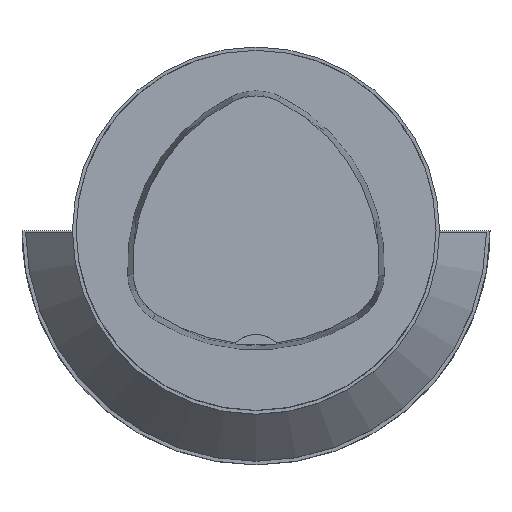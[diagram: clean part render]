
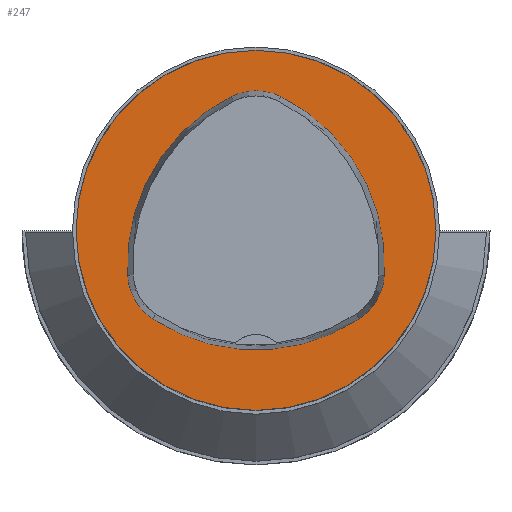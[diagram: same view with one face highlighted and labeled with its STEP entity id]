
A CAD part, top view. The second image highlights one B-rep face of the part: STEP entity #247.
In plain terms, the highlighted planar face has unit normal (0, 0, 1).
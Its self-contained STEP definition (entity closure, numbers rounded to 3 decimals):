
#247=ADVANCED_FACE('',(#304,#305),#279,.T.);
#279=PLANE('',#707);
#304=FACE_BOUND('',#331,.T.);
#305=FACE_BOUND('',#332,.T.);
#331=EDGE_LOOP('',(#415));
#332=EDGE_LOOP('',(#416,#417,#418,#419,#420,#421));
#415=ORIENTED_EDGE('',*,*,#595,.F.);
#416=ORIENTED_EDGE('',*,*,#596,.T.);
#417=ORIENTED_EDGE('',*,*,#597,.T.);
#418=ORIENTED_EDGE('',*,*,#598,.T.);
#419=ORIENTED_EDGE('',*,*,#599,.T.);
#420=ORIENTED_EDGE('',*,*,#600,.T.);
#421=ORIENTED_EDGE('',*,*,#601,.T.);
#534=VERTEX_POINT('',#1004);
#535=VERTEX_POINT('',#1006);
#536=VERTEX_POINT('',#1007);
#537=VERTEX_POINT('',#1009);
#538=VERTEX_POINT('',#1011);
#539=VERTEX_POINT('',#1013);
#540=VERTEX_POINT('',#1015);
#595=EDGE_CURVE('',#534,#534,#656,.T.);
#596=EDGE_CURVE('',#535,#536,#657,.T.);
#597=EDGE_CURVE('',#536,#537,#658,.T.);
#598=EDGE_CURVE('',#537,#538,#659,.T.);
#599=EDGE_CURVE('',#538,#539,#660,.T.);
#600=EDGE_CURVE('',#539,#540,#661,.T.);
#601=EDGE_CURVE('',#540,#535,#662,.T.);
#656=CIRCLE('',#700,50.);
#657=CIRCLE('',#701,15.5);
#658=CIRCLE('',#702,52.);
#659=CIRCLE('',#703,15.5);
#660=CIRCLE('',#704,52.);
#661=CIRCLE('',#705,15.5);
#662=CIRCLE('',#706,52.);
#700=AXIS2_PLACEMENT_3D('',#1003,#816,#817);
#701=AXIS2_PLACEMENT_3D('',#1005,#818,#819);
#702=AXIS2_PLACEMENT_3D('',#1008,#820,#821);
#703=AXIS2_PLACEMENT_3D('',#1010,#822,#823);
#704=AXIS2_PLACEMENT_3D('',#1012,#824,#825);
#705=AXIS2_PLACEMENT_3D('',#1014,#826,#827);
#706=AXIS2_PLACEMENT_3D('',#1016,#828,#829);
#707=AXIS2_PLACEMENT_3D('',#1017,#830,#831);
#816=DIRECTION('',(0.,0.,-1.));
#817=DIRECTION('',(-1.,0.,0.));
#818=DIRECTION('',(0.,0.,-1.));
#819=DIRECTION('',(-0.5,0.866,0.));
#820=DIRECTION('',(0.,0.,-1.));
#821=DIRECTION('',(-0.5,0.866,0.));
#822=DIRECTION('',(0.,0.,-1.));
#823=DIRECTION('',(-0.5,0.866,0.));
#824=DIRECTION('',(0.,0.,-1.));
#825=DIRECTION('',(-0.5,0.866,0.));
#826=DIRECTION('',(0.,0.,-1.));
#827=DIRECTION('',(-0.5,0.866,0.));
#828=DIRECTION('',(0.,0.,-1.));
#829=DIRECTION('',(-0.5,0.866,0.));
#830=DIRECTION('',(0.,0.,1.));
#831=DIRECTION('',(1.,0.,0.));
#1003=CARTESIAN_POINT('',(0.,0.,0.));
#1004=CARTESIAN_POINT('',(-50.,0.,0.));
#1005=CARTESIAN_POINT('',(20.135,-11.625,0.));
#1006=CARTESIAN_POINT('',(35.607,-12.566,0.));
#1007=CARTESIAN_POINT('',(28.686,-24.553,0.));
#1008=CARTESIAN_POINT('',(0.,18.819,0.));
#1009=CARTESIAN_POINT('',(-28.686,-24.553,0.));
#1010=CARTESIAN_POINT('',(-20.135,-11.625,0.));
#1011=CARTESIAN_POINT('',(-35.607,-12.566,0.));
#1012=CARTESIAN_POINT('',(16.298,-9.409,0.));
#1013=CARTESIAN_POINT('',(-6.921,37.119,0.));
#1014=CARTESIAN_POINT('',(0.,23.25,0.));
#1015=CARTESIAN_POINT('',(6.921,37.119,0.));
#1016=CARTESIAN_POINT('',(-16.298,-9.409,0.));
#1017=CARTESIAN_POINT('',(0.,0.,0.));
